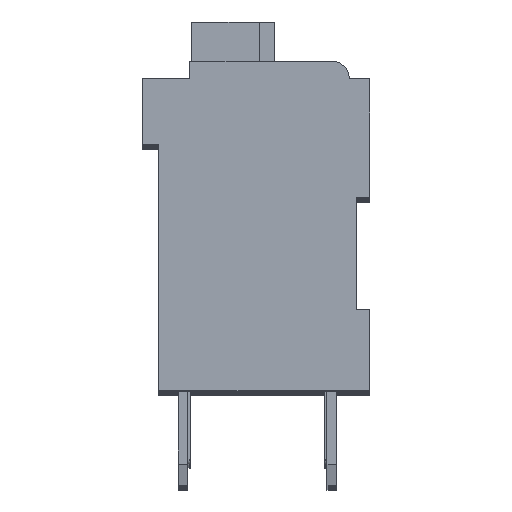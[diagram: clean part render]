
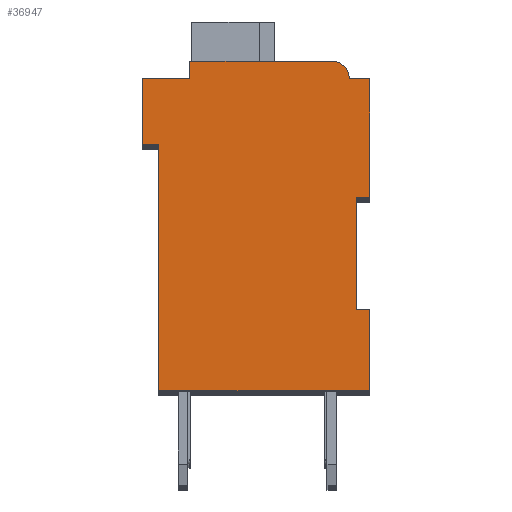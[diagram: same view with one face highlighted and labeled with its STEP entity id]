
A CAD part, top view. The second image highlights one B-rep face of the part: STEP entity #36947.
In plain terms, the highlighted planar face has unit normal (0, 0, 1).
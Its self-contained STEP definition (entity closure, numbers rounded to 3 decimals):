
#8734=DIRECTION('',(1.,0.,0.));
#8735=VECTOR('',#8734,0.5);
#8736=CARTESIAN_POINT('',(7.3,7.15,2.1));
#8737=LINE('',#8736,#8735);
#8738=DIRECTION('',(0.,1.,0.));
#8739=VECTOR('',#8738,4.15);
#8740=CARTESIAN_POINT('',(7.3,3.,2.1));
#8741=LINE('',#8740,#8739);
#8742=DIRECTION('',(-1.,0.,0.));
#8743=VECTOR('',#8742,0.5);
#8744=CARTESIAN_POINT('',(7.8,3.,2.1));
#8745=LINE('',#8744,#8743);
#8746=DIRECTION('',(0.,1.,0.));
#8747=VECTOR('',#8746,3.);
#8748=CARTESIAN_POINT('',(7.8,0.,2.1));
#8749=LINE('',#8748,#8747);
#8750=DIRECTION('',(1.,0.,0.));
#8751=VECTOR('',#8750,7.8);
#8752=CARTESIAN_POINT('',(0.,0.,2.1));
#8753=LINE('',#8752,#8751);
#8754=DIRECTION('',(0.,-1.,0.));
#8755=VECTOR('',#8754,9.1);
#8756=CARTESIAN_POINT('',(0.,9.1,2.1));
#8757=LINE('',#8756,#8755);
#8758=DIRECTION('',(1.,0.,0.));
#8759=VECTOR('',#8758,0.6);
#8760=CARTESIAN_POINT('',(-0.6,9.1,2.1));
#8761=LINE('',#8760,#8759);
#8762=DIRECTION('',(0.,-1.,0.));
#8763=VECTOR('',#8762,2.45);
#8764=CARTESIAN_POINT('',(-0.6,11.55,2.1));
#8765=LINE('',#8764,#8763);
#8766=DIRECTION('',(-1.,0.,0.));
#8767=VECTOR('',#8766,1.75);
#8768=CARTESIAN_POINT('',(1.15,11.55,2.1));
#8769=LINE('',#8768,#8767);
#8770=DIRECTION('',(0.,-1.,0.));
#8771=VECTOR('',#8770,0.65);
#8772=CARTESIAN_POINT('',(1.15,12.2,2.1));
#8773=LINE('',#8772,#8771);
#8774=DIRECTION('',(-1.,0.,0.));
#8775=VECTOR('',#8774,5.25);
#8776=CARTESIAN_POINT('',(6.4,12.2,2.1));
#8777=LINE('',#8776,#8775);
#8778=CARTESIAN_POINT('',(6.4,11.55,2.1));
#8779=DIRECTION('',(0.,0.,1.));
#8780=DIRECTION('',(1.,0.,0.));
#8781=AXIS2_PLACEMENT_3D('',#8778,#8779,#8780);
#8783=DIRECTION('',(-1.,0.,0.));
#8784=VECTOR('',#8783,0.75);
#8785=CARTESIAN_POINT('',(7.8,11.55,2.1));
#8786=LINE('',#8785,#8784);
#8787=DIRECTION('',(0.,1.,0.));
#8788=VECTOR('',#8787,4.4);
#8789=CARTESIAN_POINT('',(7.8,7.15,2.1));
#8790=LINE('',#8789,#8788);
#21827=CARTESIAN_POINT('',(7.3,7.15,2.1));
#21828=CARTESIAN_POINT('',(7.8,7.15,2.1));
#21829=VERTEX_POINT('',#21827);
#21830=VERTEX_POINT('',#21828);
#21831=CARTESIAN_POINT('',(7.8,11.55,2.1));
#21832=VERTEX_POINT('',#21831);
#21833=CARTESIAN_POINT('',(7.05,11.55,2.1));
#21834=VERTEX_POINT('',#21833);
#21835=CARTESIAN_POINT('',(6.4,12.2,2.1));
#21836=VERTEX_POINT('',#21835);
#21837=CARTESIAN_POINT('',(1.15,12.2,2.1));
#21838=VERTEX_POINT('',#21837);
#21839=CARTESIAN_POINT('',(1.15,11.55,2.1));
#21840=VERTEX_POINT('',#21839);
#21841=CARTESIAN_POINT('',(-0.6,11.55,2.1));
#21842=VERTEX_POINT('',#21841);
#21843=CARTESIAN_POINT('',(-0.6,9.1,2.1));
#21844=VERTEX_POINT('',#21843);
#21845=CARTESIAN_POINT('',(0.,9.1,2.1));
#21846=VERTEX_POINT('',#21845);
#21847=CARTESIAN_POINT('',(0.,0.,2.1));
#21848=VERTEX_POINT('',#21847);
#21849=CARTESIAN_POINT('',(7.8,0.,2.1));
#21850=VERTEX_POINT('',#21849);
#21851=CARTESIAN_POINT('',(7.8,3.,2.1));
#21852=VERTEX_POINT('',#21851);
#21853=CARTESIAN_POINT('',(7.3,3.,2.1));
#21854=VERTEX_POINT('',#21853);
#36926=CARTESIAN_POINT('',(0.,0.,2.1));
#36927=DIRECTION('',(0.,0.,1.));
#36928=DIRECTION('',(1.,0.,0.));
#36929=AXIS2_PLACEMENT_3D('',#36926,#36927,#36928);
#36930=PLANE('',#36929);
#36931=ORIENTED_EDGE('',*,*,#28740,.F.);
#36932=ORIENTED_EDGE('',*,*,#29726,.F.);
#36933=ORIENTED_EDGE('',*,*,#30554,.F.);
#36934=ORIENTED_EDGE('',*,*,#31119,.F.);
#36935=ORIENTED_EDGE('',*,*,#31772,.F.);
#36936=ORIENTED_EDGE('',*,*,#32633,.F.);
#36937=ORIENTED_EDGE('',*,*,#33348,.F.);
#36938=ORIENTED_EDGE('',*,*,#33672,.F.);
#36939=ORIENTED_EDGE('',*,*,#34163,.F.);
#36940=ORIENTED_EDGE('',*,*,#35096,.F.);
#36941=ORIENTED_EDGE('',*,*,#35834,.F.);
#36942=ORIENTED_EDGE('',*,*,#34214,.F.);
#36943=ORIENTED_EDGE('',*,*,#34847,.F.);
#36944=ORIENTED_EDGE('',*,*,#29621,.F.);
#36945=EDGE_LOOP('',(#36931,#36932,#36933,#36934,#36935,#36936,#36937,#36938,
#36939,#36940,#36941,#36942,#36943,#36944));
#36946=FACE_OUTER_BOUND('',#36945,.F.);
#8782=CIRCLE('',#8781,0.65);
#28740=EDGE_CURVE('',#21829,#21830,#8737,.T.);
#29621=EDGE_CURVE('',#21830,#21832,#8790,.T.);
#29726=EDGE_CURVE('',#21854,#21829,#8741,.T.);
#30554=EDGE_CURVE('',#21852,#21854,#8745,.T.);
#31119=EDGE_CURVE('',#21850,#21852,#8749,.T.);
#31772=EDGE_CURVE('',#21848,#21850,#8753,.T.);
#32633=EDGE_CURVE('',#21846,#21848,#8757,.T.);
#33348=EDGE_CURVE('',#21844,#21846,#8761,.T.);
#33672=EDGE_CURVE('',#21842,#21844,#8765,.T.);
#34163=EDGE_CURVE('',#21840,#21842,#8769,.T.);
#34214=EDGE_CURVE('',#21834,#21836,#8782,.T.);
#34847=EDGE_CURVE('',#21832,#21834,#8786,.T.);
#35096=EDGE_CURVE('',#21838,#21840,#8773,.T.);
#35834=EDGE_CURVE('',#21836,#21838,#8777,.T.);
#36947=ADVANCED_FACE('',(#36946),#36930,.T.);
